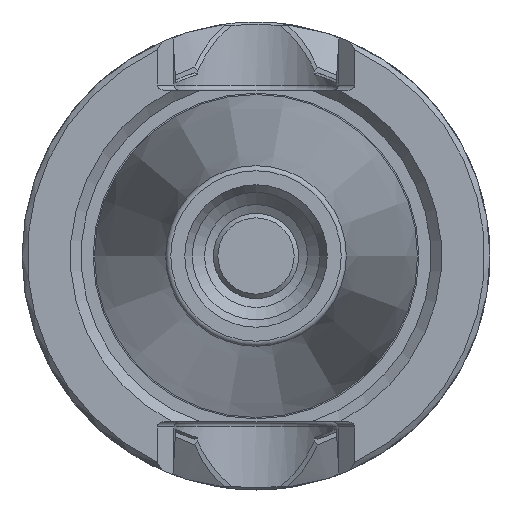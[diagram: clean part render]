
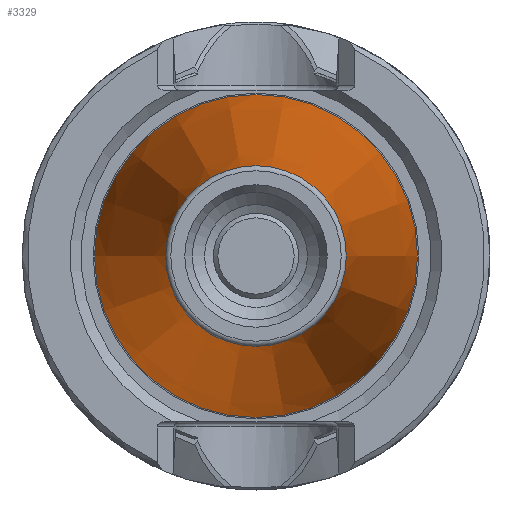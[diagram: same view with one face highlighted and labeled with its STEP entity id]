
A CAD part, left-side view. The second image highlights one B-rep face of the part: STEP entity #3329.
In plain terms, the highlighted conical face has half-angle 8.297 degrees and reference radius 12.345 mm.
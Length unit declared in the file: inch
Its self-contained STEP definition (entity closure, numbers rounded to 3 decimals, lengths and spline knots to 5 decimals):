
#3068=CARTESIAN_POINT('',(0.0,0.625,0.0));
#3069=VERTEX_POINT('',#3068);
#3070=CARTESIAN_POINT('',(0.0,0.,0.0));
#3071=DIRECTION('',(1.0,0.,0.0));
#3072=DIRECTION('',(0.,1.0,0.0));
#3073=AXIS2_PLACEMENT_3D('',#3070,#3071,#3072);
#3074=CIRCLE('',#3073,0.625);
#3075=EDGE_CURVE('',#3069,#3069,#3074,.T.);
#3294=CARTESIAN_POINT('',(-1.88889,0.34954,0.));
#3295=VERTEX_POINT('',#3294);
#3296=CARTESIAN_POINT('',(-1.88889,0.,0.));
#3297=DIRECTION('',(-1.0,0.0,0.0));
#3298=DIRECTION('',(0.0,-1.0,0.0));
#3299=AXIS2_PLACEMENT_3D('',#3296,#3297,#3298);
#3300=CIRCLE('',#3299,0.34954);
#3301=EDGE_CURVE('',#3295,#3295,#3300,.T.);
#3318=CARTESIAN_POINT('',(-0.953,0.,0.0));
#3319=DIRECTION('',(1.0,0.,0.0));
#3320=DIRECTION('',(0.,1.0,0.0));
#3321=AXIS2_PLACEMENT_3D('',#3318,#3319,#3320);
#3322=CONICAL_SURFACE('',#3321,0.48602,8.297);
#3323=ORIENTED_EDGE('',*,*,#3075,.F.);
#3324=EDGE_LOOP('',(#3323));
#3325=FACE_OUTER_BOUND('',#3324,.T.);
#3326=ORIENTED_EDGE('',*,*,#3301,.F.);
#3327=EDGE_LOOP('',(#3326));
#3328=FACE_BOUND('',#3327,.T.);
#3329=ADVANCED_FACE('',(#3325,#3328),#3322,.T.);
